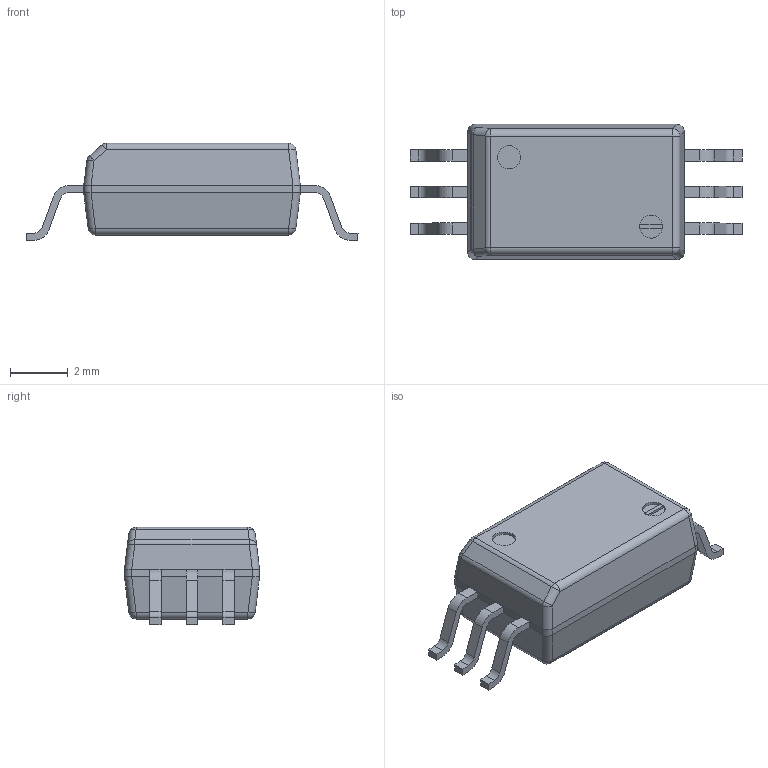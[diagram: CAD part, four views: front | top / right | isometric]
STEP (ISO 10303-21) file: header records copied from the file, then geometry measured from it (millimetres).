
FILE_DESCRIPTION((''),'2;1');
FILE_NAME('DWY0006A_ASM','2018-04-05T14:15:53',('a0412086'),(''),'CREO PARAMETRIC BY PTC INC, 2017260','CREO PARAMETRIC BY PTC INC, 2017260','');
FILE_SCHEMA(('AUTOMOTIVE_DESIGN { 1 0 10303 214 1 1 1 1 }'));
Length unit declared in the file: millimetre
Products named in the file (4): BODY-SSOP; LEAD-SSOP; PIN1; DWY0006A_ASM
Assembly tree (8 placements, depth 2):
  DWY0006A_ASM
    BODY-SSOP
    LEAD-SSOP  x6
    PIN1
Bounding box: 11.5 x 4.68 x 3.38 mm (x, y, z)
Volume: 105.9 mm3; surface area: 156.5 mm2
Topology: 7 solids, 7 shells, 142 faces, 348 edges, 222 vertices
Faces by surface type: plane 81, cylinder 51, sphere 10
Entity records: 3042 total; most frequent: CARTESIAN_POINT 502, DIRECTION 414, ORIENTED_EDGE 336, PRESENTATION_STYLE_ASSIGNMENT 170, STYLED_ITEM 170, CURVE_STYLE 168, EDGE_CURVE 168, AXIS2_PLACEMENT_3D 154
